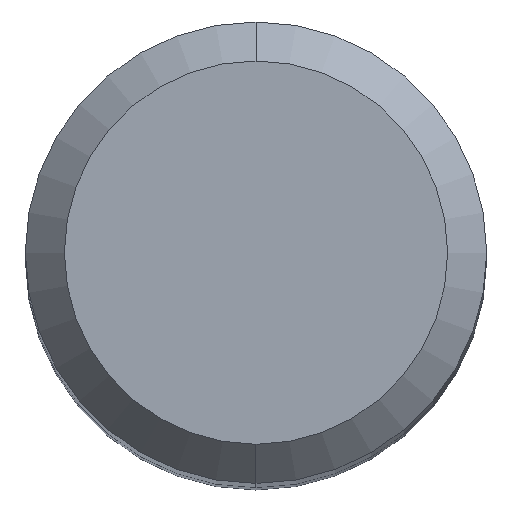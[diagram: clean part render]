
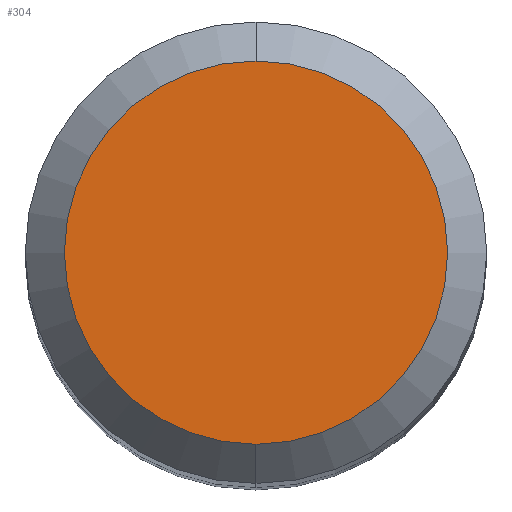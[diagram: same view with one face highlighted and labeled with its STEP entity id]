
A CAD part, top view. The second image highlights one B-rep face of the part: STEP entity #304.
In plain terms, the highlighted planar face has unit normal (0, 0, 1).
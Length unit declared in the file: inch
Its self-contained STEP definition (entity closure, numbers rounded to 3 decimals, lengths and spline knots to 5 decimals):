
#2 = DIRECTION ( 'NONE',  ( 0., 0., -1. ) ) ;
#10 = AXIS2_PLACEMENT_3D ( 'NONE', #356, #207, #36 ) ;
#36 = DIRECTION ( 'NONE',  ( 0., -1., 0. ) ) ;
#64 = CARTESIAN_POINT ( 'NONE',  ( 0., 0., 0. ) ) ;
#66 = AXIS2_PLACEMENT_3D ( 'NONE', #64, #122, #246 ) ;
#68 = DIRECTION ( 'NONE',  ( 0., 1., 0. ) ) ;
#122 = DIRECTION ( 'NONE',  ( 0., 0., 1. ) ) ;
#173 = CIRCLE ( 'NONE', #66, 0.0981 ) ;
#195 = ORIENTED_EDGE ( 'NONE', *, *, #376, .T. ) ;
#203 = CIRCLE ( 'NONE', #10, 0.0981 ) ;
#207 = DIRECTION ( 'NONE',  ( 0., 0., 1. ) ) ;
#246 = DIRECTION ( 'NONE',  ( 0., -1., 0. ) ) ;
#254 = VERTEX_POINT ( 'NONE', #382 ) ;
#273 = CARTESIAN_POINT ( 'NONE',  ( 0., -0.0981, 0. ) ) ;
#294 = PLANE ( 'NONE',  #383 ) ;
#296 = ORIENTED_EDGE ( 'NONE', *, *, #352, .T. ) ;
#304 = ADVANCED_FACE ( 'NONE', ( #392 ), #294, .F. ) ;
#352 = EDGE_CURVE ( 'NONE', #413, #254, #203, .T. ) ;
#355 = EDGE_LOOP ( 'NONE', ( #195, #296 ) ) ;
#356 = CARTESIAN_POINT ( 'NONE',  ( 0., 0., 0. ) ) ;
#376 = EDGE_CURVE ( 'NONE', #254, #413, #173, .T. ) ;
#382 = CARTESIAN_POINT ( 'NONE',  ( 0., 0.0981, 0. ) ) ;
#383 = AXIS2_PLACEMENT_3D ( 'NONE', #418, #2, #68 ) ;
#392 = FACE_OUTER_BOUND ( 'NONE', #355, .T. ) ;
#413 = VERTEX_POINT ( 'NONE', #273 ) ;
#418 = CARTESIAN_POINT ( 'NONE',  ( 0., 0.0981, 0. ) ) ;
